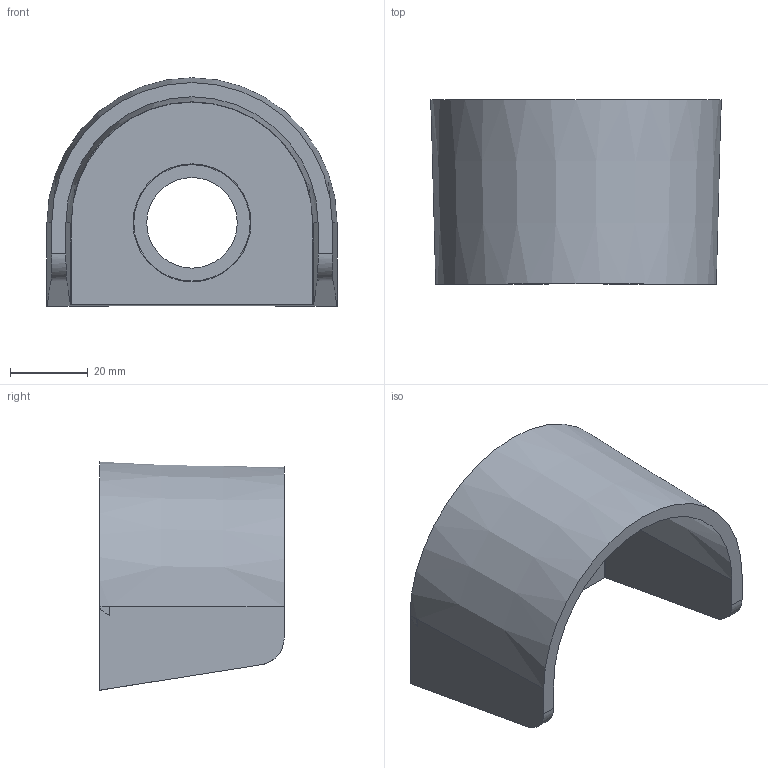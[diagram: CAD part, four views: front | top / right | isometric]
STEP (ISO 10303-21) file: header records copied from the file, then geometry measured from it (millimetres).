
FILE_DESCRIPTION(('no description'),'unknown implementation level');
FILE_NAME('3045_3SU1900-0DY30-0AA0_3D_v.stp',' ',('SIEMENS A&D'),('CADClick - KiM GmbH - www.kimweb.de'),'unknown preprocess','ACIS','unknown authorization');
FILE_SCHEMA(('automotive_design'));
Length unit declared in the file: millimetre
Products named in the file (1): 0
Bounding box: 74.8 x 47.5 x 58.9 mm (x, y, z)
Volume: 38574.9 mm3; surface area: 20529.7 mm2
Topology: 1 solids, 1 shells, 41 faces, 95 edges, 60 vertices
Faces by surface type: cylinder 19, plane 17, torus 3, cone 2
Entity records: 2309 total; most frequent: DIRECTION 228, STYLED_ITEM 197, PRESENTATION_STYLE_ASSIGNMENT 197, CARTESIAN_POINT 197, COLOUR_RGB 197, ORIENTED_EDGE 190, EDGE_CURVE 95, CURVE_STYLE 95
